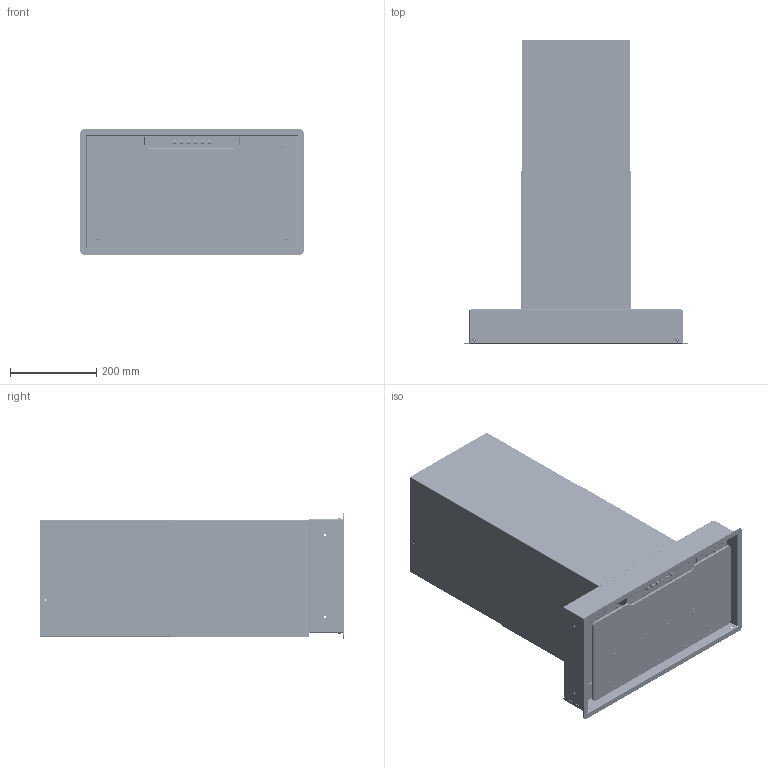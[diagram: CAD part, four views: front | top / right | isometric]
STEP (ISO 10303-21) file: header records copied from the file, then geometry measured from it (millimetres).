
FILE_DESCRIPTION (( 'STEP AP214' ), '1' );
FILE_NAME ('SL921 Cm52_BARRA LED_EUROLINE.STEP', '2019-04-24T11:28:01', ( 'sirius' ), ( '' ), 'SwSTEP 2.0', 'SolidWorks 2018', '' );
FILE_SCHEMA (( 'AUTOMOTIVE_DESIGN' ));
Length unit declared in the file: millimetre
Products named in the file (1): SL921 Cm52_BARRA LED_EUROLINE
Bounding box: 519 x 702 x 290 mm (x, y, z)
Surface area: 4202839.3 mm2 (no closed solid volume)
Topology: 0 solids, 77 shells, 7261 faces, 19881 edges, 12361 vertices
Faces by surface type: cylinder 3038, plane 3027, bspline 687, torus 243, cone 208, sphere 58
Entity records: 372779 total; most frequent: CARTESIAN_POINT 118584, ORIENTED_EDGE 39081, DIRECTION 32522, EDGE_CURVE 19699, VERTEX_POINT 12361, AXIS2_PLACEMENT_3D 11040, VECTOR 10442, LINE 10442
